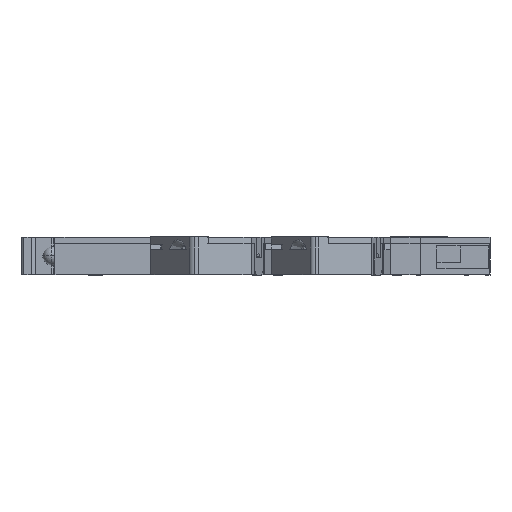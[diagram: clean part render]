
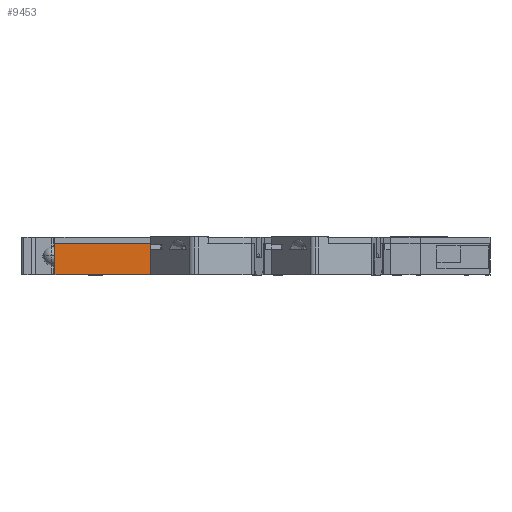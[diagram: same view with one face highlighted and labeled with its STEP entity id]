
A CAD part, left-side view. The second image highlights one B-rep face of the part: STEP entity #9453.
In plain terms, the highlighted planar face has unit normal (-1, 0, 0).
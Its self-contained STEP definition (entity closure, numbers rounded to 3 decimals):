
#715 = EDGE_CURVE ( 'NONE', #2540, #3886, #12831, .T. ) ;
#2540 = VERTEX_POINT ( 'NONE', #29060 ) ;
#3820 = VECTOR ( 'NONE', #19277, 1000. ) ;
#3886 = VERTEX_POINT ( 'NONE', #40468 ) ;
#4637 = FACE_OUTER_BOUND ( 'NONE', #24294, .T. ) ;
#5292 = DIRECTION ( 'NONE',  ( 0., 1., 0. ) ) ;
#9453 = ADVANCED_FACE ( 'NONE', ( #4637 ), #41793, .F. ) ;
#12662 = EDGE_CURVE ( 'NONE', #19314, #3886, #33815, .T. ) ;
#12831 = LINE ( 'NONE', #29289, #3820 ) ;
#12841 = ORIENTED_EDGE ( 'NONE', *, *, #715, .F. ) ;
#14369 = EDGE_CURVE ( 'NONE', #29571, #2540, #41372, .T. ) ;
#17776 = CARTESIAN_POINT ( 'NONE',  ( -155.54, -51.651, -1. ) ) ;
#18626 = AXIS2_PLACEMENT_3D ( 'NONE', #21307, #24652, #5292 ) ;
#19277 = DIRECTION ( 'NONE',  ( 0., 0., 1. ) ) ;
#19314 = VERTEX_POINT ( 'NONE', #34524 ) ;
#21307 = CARTESIAN_POINT ( 'NONE',  ( -155.54, -51.651, -1. ) ) ;
#23390 = ORIENTED_EDGE ( 'NONE', *, *, #12662, .T. ) ;
#24294 = EDGE_LOOP ( 'NONE', ( #23390, #12841, #43082, #34007 ) ) ;
#24652 = DIRECTION ( 'NONE',  ( 1., 0., 0. ) ) ;
#25508 = DIRECTION ( 'NONE',  ( 0., 0., 1. ) ) ;
#26080 = DIRECTION ( 'NONE',  ( 0., 1., 0. ) ) ;
#26171 = CARTESIAN_POINT ( 'NONE',  ( -155.54, -51.651, -1. ) ) ;
#28945 = VECTOR ( 'NONE', #37386, 1000. ) ;
#29060 = CARTESIAN_POINT ( 'NONE',  ( -155.54, -35.951, -1. ) ) ;
#29289 = CARTESIAN_POINT ( 'NONE',  ( -155.54, -35.951, -1. ) ) ;
#29571 = VERTEX_POINT ( 'NONE', #33143 ) ;
#31095 = LINE ( 'NONE', #26171, #35412 ) ;
#33143 = CARTESIAN_POINT ( 'NONE',  ( -155.54, -51.651, -1. ) ) ;
#33815 = LINE ( 'NONE', #39683, #42496 ) ;
#34007 = ORIENTED_EDGE ( 'NONE', *, *, #41835, .T. ) ;
#34524 = CARTESIAN_POINT ( 'NONE',  ( -155.54, -51.651, 4.1 ) ) ;
#35412 = VECTOR ( 'NONE', #25508, 1000. ) ;
#37386 = DIRECTION ( 'NONE',  ( 0., 1., 0. ) ) ;
#39683 = CARTESIAN_POINT ( 'NONE',  ( -155.54, -51.651, 4.1 ) ) ;
#40468 = CARTESIAN_POINT ( 'NONE',  ( -155.54, -35.951, 4.1 ) ) ;
#41372 = LINE ( 'NONE', #17776, #28945 ) ;
#41793 = PLANE ( 'NONE',  #18626 ) ;
#41835 = EDGE_CURVE ( 'NONE', #29571, #19314, #31095, .T. ) ;
#42496 = VECTOR ( 'NONE', #26080, 1000. ) ;
#43082 = ORIENTED_EDGE ( 'NONE', *, *, #14369, .F. ) ;
